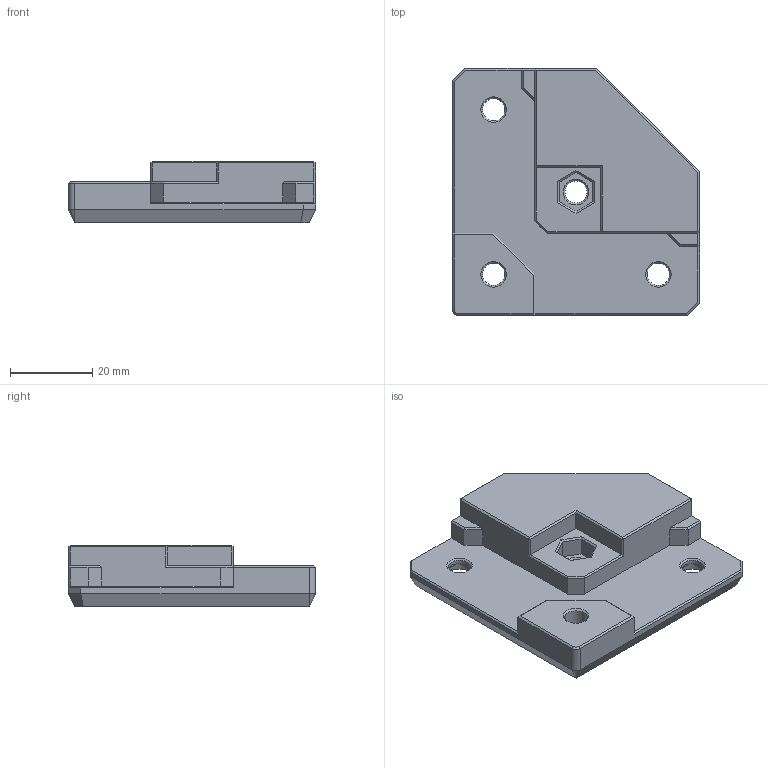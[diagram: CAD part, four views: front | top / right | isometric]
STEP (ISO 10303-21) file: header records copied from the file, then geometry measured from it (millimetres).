
FILE_DESCRIPTION(/* description */ (''),/* implementation_level */ '2;1');
FILE_NAME(/* name */ 'foot_corner_x4.step',/* time_stamp */ '2024-11-11T07:56:38+01:00',/* author */ (''),/* organization */ (''),/* preprocessor_version */ 'ST-DEVELOPER v20',/* originating_system */ 'Autodesk Translation Framework v13.20.0.188',/* authorisation */ '');
FILE_SCHEMA (('AUTOMOTIVE_DESIGN { 1 0 10303 214 3 1 1 }'));
Length unit declared in the file: millimetre
Products named in the file (1): (Unsaved)
Bounding box: 60 x 60 x 15 mm (x, y, z)
Volume: 27969.3 mm3; surface area: 9631.2 mm2
Topology: 1 solids, 1 shells, 139 faces, 332 edges, 195 vertices
Faces by surface type: plane 121, cone 10, cylinder 8
Full cylindrical faces by diameter (mm): 5.4 x4, 10 x3
Entity records: 3932 total; most frequent: CARTESIAN_POINT 666, ORIENTED_EDGE 662, DIRECTION 658, EDGE_CURVE 331, LINE 284, VECTOR 284, VERTEX_POINT 195, AXIS2_PLACEMENT_3D 187
